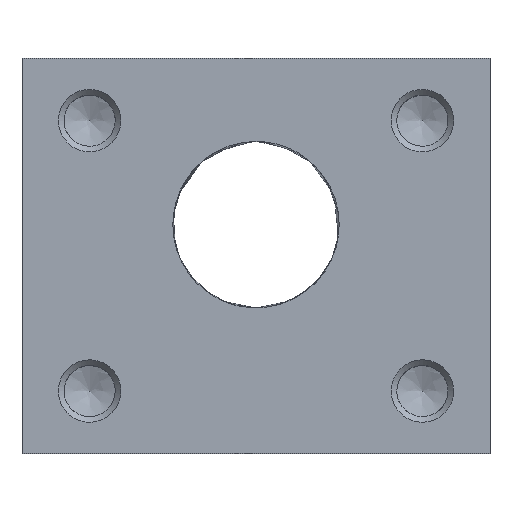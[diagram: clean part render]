
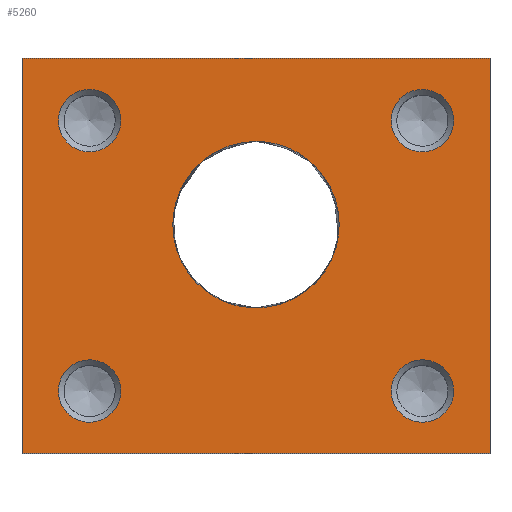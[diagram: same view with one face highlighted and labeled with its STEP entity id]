
A CAD part, top view. The second image highlights one B-rep face of the part: STEP entity #5260.
In plain terms, the highlighted free-form (B-spline) face has degree [1, 1] with [2, 2] control points.
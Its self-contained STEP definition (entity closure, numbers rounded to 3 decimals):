
#3180 = CARTESIAN_POINT ('', (0., 30., 20.));
#3190 = VERTEX_POINT ('', #3180);
#3250 = CARTESIAN_POINT ('', (-8., 22., 20.));
#3260 = VERTEX_POINT ('', #3250);
#3270 = CARTESIAN_POINT ('', (0., 30., 20.));
#3280 = CARTESIAN_POINT ('', (-4., 30., 20.));
#3290 = CARTESIAN_POINT ('', (-8., 27.333, 20.));
#3300 = CARTESIAN_POINT ('', (-8., 22., 20.));
#3310 = (
   BOUNDED_CURVE ()
   B_SPLINE_CURVE (3, (#3270, #3280, #3290, #3300), .UNSPECIFIED., .F., .U.)
   B_SPLINE_CURVE_WITH_KNOTS ((4, 4), (0., 1.), .UNSPECIFIED.)
   CURVE ()
   GEOMETRIC_REPRESENTATION_ITEM ()
   RATIONAL_B_SPLINE_CURVE ((1., 0.667, 0.5, 0.5))
   REPRESENTATION_ITEM ('')
);
#3320 = EDGE_CURVE ('', #3190, #3260, #3310, .T.);
#3340 = CARTESIAN_POINT ('', (8., 22., 20.));
#3350 = VERTEX_POINT ('', #3340);
#3360 = CARTESIAN_POINT ('', (-8., 22., 20.));
#3370 = CARTESIAN_POINT ('', (-8., 16.667, 20.));
#3380 = CARTESIAN_POINT ('', (-4., 14., 20.));
#3390 = CARTESIAN_POINT ('', (0., 14., 20.));
#3400 = CARTESIAN_POINT ('', (4., 14., 20.));
#3410 = CARTESIAN_POINT ('', (8., 16.667, 20.));
#3420 = CARTESIAN_POINT ('', (8., 22., 20.));
#3430 = (
   BOUNDED_CURVE ()
   B_SPLINE_CURVE (3, (#3360, #3370, #3380, #3390, #3400, #3410, #3420), .UNSPECIFIED., .F., .U.)
   B_SPLINE_CURVE_WITH_KNOTS ((4, 3, 4), (0., 0.5, 1.), .UNSPECIFIED.)
   CURVE ()
   GEOMETRIC_REPRESENTATION_ITEM ()
   RATIONAL_B_SPLINE_CURVE ((0.5, 0.5, 0.667, 1., 0.667, 0.5, 0.5))
   REPRESENTATION_ITEM ('')
);
#3440 = EDGE_CURVE ('', #3260, #3350, #3430, .T.);
#3460 = CARTESIAN_POINT ('', (8., 22., 20.));
#3470 = CARTESIAN_POINT ('', (8., 27.333, 20.));
#3480 = CARTESIAN_POINT ('', (4., 30., 20.));
#3490 = CARTESIAN_POINT ('', (0., 30., 20.));
#3500 = (
   BOUNDED_CURVE ()
   B_SPLINE_CURVE (3, (#3460, #3470, #3480, #3490), .UNSPECIFIED., .F., .U.)
   B_SPLINE_CURVE_WITH_KNOTS ((4, 4), (0., 1.), .UNSPECIFIED.)
   CURVE ()
   GEOMETRIC_REPRESENTATION_ITEM ()
   RATIONAL_B_SPLINE_CURVE ((0.5, 0.5, 0.667, 1.))
   REPRESENTATION_ITEM ('')
);
#3510 = EDGE_CURVE ('', #3350, #3190, #3500, .T.);
#3940 = CARTESIAN_POINT ('', (22.5, 38., 20.));
#3950 = VERTEX_POINT ('', #3940);
#3960 = CARTESIAN_POINT ('', (22.5, 0., 20.));
#3970 = VERTEX_POINT ('', #3960);
#3980 = CARTESIAN_POINT ('', (22.5, 38., 20.));
#3990 = CARTESIAN_POINT ('', (22.5, 0., 20.));
#4000 = B_SPLINE_CURVE_WITH_KNOTS ('', 1, (#3980, #3990), .UNSPECIFIED., .F., .U., (2, 2), (0., 1.), .UNSPECIFIED.);
#4010 = EDGE_CURVE ('', #3950, #3970, #4000, .T.);
#4020 = ORIENTED_EDGE ('', *, *, #4010, .F.);
#4030 = CARTESIAN_POINT ('', (-22.5, 38., 20.));
#4040 = VERTEX_POINT ('', #4030);
#4050 = CARTESIAN_POINT ('', (-22.5, 38., 20.));
#4060 = CARTESIAN_POINT ('', (22.5, 38., 20.));
#4070 = B_SPLINE_CURVE_WITH_KNOTS ('', 1, (#4050, #4060), .UNSPECIFIED., .F., .U., (2, 2), (0., 1.), .UNSPECIFIED.);
#4080 = EDGE_CURVE ('', #4040, #3950, #4070, .T.);
#4090 = ORIENTED_EDGE ('', *, *, #4080, .F.);
#4100 = CARTESIAN_POINT ('', (-22.5, 0., 20.));
#4110 = VERTEX_POINT ('', #4100);
#4120 = CARTESIAN_POINT ('', (-22.5, 0., 20.));
#4130 = CARTESIAN_POINT ('', (-22.5, 38., 20.));
#4140 = B_SPLINE_CURVE_WITH_KNOTS ('', 1, (#4120, #4130), .UNSPECIFIED., .F., .U., (2, 2), (0., 1.), .UNSPECIFIED.);
#4150 = EDGE_CURVE ('', #4110, #4040, #4140, .T.);
#4160 = ORIENTED_EDGE ('', *, *, #4150, .F.);
#4170 = CARTESIAN_POINT ('', (22.5, 0., 20.));
#4180 = CARTESIAN_POINT ('', (-22.5, 0., 20.));
#4190 = B_SPLINE_CURVE_WITH_KNOTS ('', 1, (#4170, #4180), .UNSPECIFIED., .F., .U., (2, 2), (0., 1.), .UNSPECIFIED.);
#4200 = EDGE_CURVE ('', #3970, #4110, #4190, .T.);
#4210 = ORIENTED_EDGE ('', *, *, #4200, .F.);
#4220 = EDGE_LOOP ('', (#4020, #4090, #4160, #4210));
#4230 = FACE_OUTER_BOUND ('', #4220, .T.);
#4240 = ORIENTED_EDGE ('', *, *, #3320, .F.);
#4250 = ORIENTED_EDGE ('', *, *, #3510, .F.);
#4260 = ORIENTED_EDGE ('', *, *, #3440, .F.);
#4270 = EDGE_LOOP ('', (#4240, #4250, #4260));
#4280 = FACE_BOUND ('', #4270, .T.);
#4290 = CARTESIAN_POINT ('', (19., 6., 20.));
#4300 = VERTEX_POINT ('', #4290);
#4310 = CARTESIAN_POINT ('', (16., 9., 20.));
#4320 = VERTEX_POINT ('', #4310);
#4330 = CARTESIAN_POINT ('', (19., 6., 20.));
#4340 = CARTESIAN_POINT ('', (19., 7.5, 20.));
#4350 = CARTESIAN_POINT ('', (18., 9., 20.));
#4360 = CARTESIAN_POINT ('', (16., 9., 20.));
#4370 = (
   BOUNDED_CURVE ()
   B_SPLINE_CURVE (3, (#4330, #4340, #4350, #4360), .UNSPECIFIED., .F., .U.)
   B_SPLINE_CURVE_WITH_KNOTS ((4, 4), (0., 1.), .UNSPECIFIED.)
   CURVE ()
   GEOMETRIC_REPRESENTATION_ITEM ()
   RATIONAL_B_SPLINE_CURVE ((1., 0.667, 0.5, 0.5))
   REPRESENTATION_ITEM ('')
);
#4380 = EDGE_CURVE ('', #4300, #4320, #4370, .T.);
#4390 = ORIENTED_EDGE ('', *, *, #4380, .F.);
#4400 = CARTESIAN_POINT ('', (16., 3., 20.));
#4410 = VERTEX_POINT ('', #4400);
#4420 = CARTESIAN_POINT ('', (16., 3., 20.));
#4430 = CARTESIAN_POINT ('', (18., 3., 20.));
#4440 = CARTESIAN_POINT ('', (19., 4.5, 20.));
#4450 = CARTESIAN_POINT ('', (19., 6., 20.));
#4460 = (
   BOUNDED_CURVE ()
   B_SPLINE_CURVE (3, (#4420, #4430, #4440, #4450), .UNSPECIFIED., .F., .U.)
   B_SPLINE_CURVE_WITH_KNOTS ((4, 4), (0., 1.), .UNSPECIFIED.)
   CURVE ()
   GEOMETRIC_REPRESENTATION_ITEM ()
   RATIONAL_B_SPLINE_CURVE ((0.5, 0.5, 0.667, 1.))
   REPRESENTATION_ITEM ('')
);
#4470 = EDGE_CURVE ('', #4410, #4300, #4460, .T.);
#4480 = ORIENTED_EDGE ('', *, *, #4470, .F.);
#4490 = CARTESIAN_POINT ('', (16., 9., 20.));
#4500 = CARTESIAN_POINT ('', (14., 9., 20.));
#4510 = CARTESIAN_POINT ('', (13., 7.5, 20.));
#4520 = CARTESIAN_POINT ('', (13., 6., 20.));
#4530 = CARTESIAN_POINT ('', (13., 4.5, 20.));
#4540 = CARTESIAN_POINT ('', (14., 3., 20.));
#4550 = CARTESIAN_POINT ('', (16., 3., 20.));
#4560 = (
   BOUNDED_CURVE ()
   B_SPLINE_CURVE (3, (#4490, #4500, #4510, #4520, #4530, #4540, #4550), .UNSPECIFIED., .F., .U.)
   B_SPLINE_CURVE_WITH_KNOTS ((4, 3, 4), (0., 0.5, 1.), .UNSPECIFIED.)
   CURVE ()
   GEOMETRIC_REPRESENTATION_ITEM ()
   RATIONAL_B_SPLINE_CURVE ((0.5, 0.5, 0.667, 1., 0.667, 0.5, 0.5))
   REPRESENTATION_ITEM ('')
);
#4570 = EDGE_CURVE ('', #4320, #4410, #4560, .T.);
#4580 = ORIENTED_EDGE ('', *, *, #4570, .F.);
#4590 = EDGE_LOOP ('', (#4390, #4480, #4580));
#4600 = FACE_BOUND ('', #4590, .T.);
#4610 = CARTESIAN_POINT ('', (16., 29., 20.));
#4620 = VERTEX_POINT ('', #4610);
#4630 = CARTESIAN_POINT ('', (16., 35., 20.));
#4640 = VERTEX_POINT ('', #4630);
#4650 = CARTESIAN_POINT ('', (16., 29., 20.));
#4660 = CARTESIAN_POINT ('', (22., 29., 20.));
#4670 = CARTESIAN_POINT ('', (22., 35., 20.));
#4680 = CARTESIAN_POINT ('', (16., 35., 20.));
#4690 = (
   BOUNDED_CURVE ()
   B_SPLINE_CURVE (3, (#4650, #4660, #4670, #4680), .UNSPECIFIED., .F., .U.)
   B_SPLINE_CURVE_WITH_KNOTS ((4, 4), (0., 1.), .UNSPECIFIED.)
   CURVE ()
   GEOMETRIC_REPRESENTATION_ITEM ()
   RATIONAL_B_SPLINE_CURVE ((1., 0.333, 0.333, 1.))
   REPRESENTATION_ITEM ('')
);
#4700 = EDGE_CURVE ('', #4620, #4640, #4690, .T.);
#4710 = ORIENTED_EDGE ('', *, *, #4700, .F.);
#4720 = CARTESIAN_POINT ('', (16., 35., 20.));
#4730 = CARTESIAN_POINT ('', (10., 35., 20.));
#4740 = CARTESIAN_POINT ('', (10., 29., 20.));
#4750 = CARTESIAN_POINT ('', (16., 29., 20.));
#4760 = (
   BOUNDED_CURVE ()
   B_SPLINE_CURVE (3, (#4720, #4730, #4740, #4750), .UNSPECIFIED., .F., .U.)
   B_SPLINE_CURVE_WITH_KNOTS ((4, 4), (0., 1.), .UNSPECIFIED.)
   CURVE ()
   GEOMETRIC_REPRESENTATION_ITEM ()
   RATIONAL_B_SPLINE_CURVE ((1., 0.333, 0.333, 1.))
   REPRESENTATION_ITEM ('')
);
#4770 = EDGE_CURVE ('', #4640, #4620, #4760, .T.);
#4780 = ORIENTED_EDGE ('', *, *, #4770, .F.);
#4790 = EDGE_LOOP ('', (#4710, #4780));
#4800 = FACE_BOUND ('', #4790, .T.);
#4810 = CARTESIAN_POINT ('', (-16., 29., 20.));
#4820 = VERTEX_POINT ('', #4810);
#4830 = CARTESIAN_POINT ('', (-16., 35., 20.));
#4840 = VERTEX_POINT ('', #4830);
#4850 = CARTESIAN_POINT ('', (-16., 29., 20.));
#4860 = CARTESIAN_POINT ('', (-10., 29., 20.));
#4870 = CARTESIAN_POINT ('', (-10., 35., 20.));
#4880 = CARTESIAN_POINT ('', (-16., 35., 20.));
#4890 = (
   BOUNDED_CURVE ()
   B_SPLINE_CURVE (3, (#4850, #4860, #4870, #4880), .UNSPECIFIED., .F., .U.)
   B_SPLINE_CURVE_WITH_KNOTS ((4, 4), (0., 1.), .UNSPECIFIED.)
   CURVE ()
   GEOMETRIC_REPRESENTATION_ITEM ()
   RATIONAL_B_SPLINE_CURVE ((1., 0.333, 0.333, 1.))
   REPRESENTATION_ITEM ('')
);
#4900 = EDGE_CURVE ('', #4820, #4840, #4890, .T.);
#4910 = ORIENTED_EDGE ('', *, *, #4900, .F.);
#4920 = CARTESIAN_POINT ('', (-16., 35., 20.));
#4930 = CARTESIAN_POINT ('', (-22., 35., 20.));
#4940 = CARTESIAN_POINT ('', (-22., 29., 20.));
#4950 = CARTESIAN_POINT ('', (-16., 29., 20.));
#4960 = (
   BOUNDED_CURVE ()
   B_SPLINE_CURVE (3, (#4920, #4930, #4940, #4950), .UNSPECIFIED., .F., .U.)
   B_SPLINE_CURVE_WITH_KNOTS ((4, 4), (0., 1.), .UNSPECIFIED.)
   CURVE ()
   GEOMETRIC_REPRESENTATION_ITEM ()
   RATIONAL_B_SPLINE_CURVE ((1., 0.333, 0.333, 1.))
   REPRESENTATION_ITEM ('')
);
#4970 = EDGE_CURVE ('', #4840, #4820, #4960, .T.);
#4980 = ORIENTED_EDGE ('', *, *, #4970, .F.);
#4990 = EDGE_LOOP ('', (#4910, #4980));
#5000 = FACE_BOUND ('', #4990, .T.);
#5010 = CARTESIAN_POINT ('', (-16., 3., 20.));
#5020 = VERTEX_POINT ('', #5010);
#5030 = CARTESIAN_POINT ('', (-16., 9., 20.));
#5040 = VERTEX_POINT ('', #5030);
#5050 = CARTESIAN_POINT ('', (-16., 3., 20.));
#5060 = CARTESIAN_POINT ('', (-10., 3., 20.));
#5070 = CARTESIAN_POINT ('', (-10., 9., 20.));
#5080 = CARTESIAN_POINT ('', (-16., 9., 20.));
#5090 = (
   BOUNDED_CURVE ()
   B_SPLINE_CURVE (3, (#5050, #5060, #5070, #5080), .UNSPECIFIED., .F., .U.)
   B_SPLINE_CURVE_WITH_KNOTS ((4, 4), (0., 1.), .UNSPECIFIED.)
   CURVE ()
   GEOMETRIC_REPRESENTATION_ITEM ()
   RATIONAL_B_SPLINE_CURVE ((1., 0.333, 0.333, 1.))
   REPRESENTATION_ITEM ('')
);
#5100 = EDGE_CURVE ('', #5020, #5040, #5090, .T.);
#5110 = ORIENTED_EDGE ('', *, *, #5100, .F.);
#5120 = CARTESIAN_POINT ('', (-16., 9., 20.));
#5130 = CARTESIAN_POINT ('', (-22., 9., 20.));
#5140 = CARTESIAN_POINT ('', (-22., 3., 20.));
#5150 = CARTESIAN_POINT ('', (-16., 3., 20.));
#5160 = (
   BOUNDED_CURVE ()
   B_SPLINE_CURVE (3, (#5120, #5130, #5140, #5150), .UNSPECIFIED., .F., .U.)
   B_SPLINE_CURVE_WITH_KNOTS ((4, 4), (0., 1.), .UNSPECIFIED.)
   CURVE ()
   GEOMETRIC_REPRESENTATION_ITEM ()
   RATIONAL_B_SPLINE_CURVE ((1., 0.333, 0.333, 1.))
   REPRESENTATION_ITEM ('')
);
#5170 = EDGE_CURVE ('', #5040, #5020, #5160, .T.);
#5180 = ORIENTED_EDGE ('', *, *, #5170, .F.);
#5190 = EDGE_LOOP ('', (#5110, #5180));
#5200 = FACE_BOUND ('', #5190, .T.);
#5210 = CARTESIAN_POINT ('', (-22.5, 0., 20.));
#5220 = CARTESIAN_POINT ('', (-22.5, 38., 20.));
#5230 = CARTESIAN_POINT ('', (22.5, 0., 20.));
#5240 = CARTESIAN_POINT ('', (22.5, 38., 20.));
#5250 = B_SPLINE_SURFACE_WITH_KNOTS ('', 1, 1, ((#5210, #5220), (#5230, #5240)), .UNSPECIFIED., .F., .F., .U., (2, 2), (2, 2), (0., 1.), (0., 1.), .UNSPECIFIED.);
#5260 = ADVANCED_FACE ('', (#4230, #4280, #4600, #4800, #5000, #5200), #5250, .T.);
